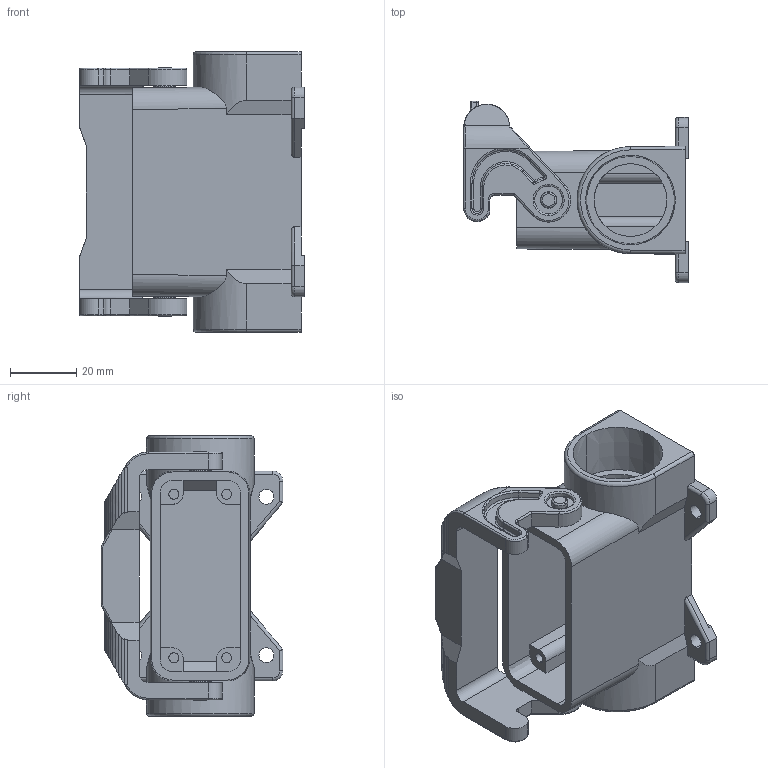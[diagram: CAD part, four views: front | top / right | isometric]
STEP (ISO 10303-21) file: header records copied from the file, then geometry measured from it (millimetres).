
FILE_DESCRIPTION(('Creo Elements/Direct Modeling STEP Export'),'2;1');
FILE_NAME('0lndrr03qq7h0095088','2015-05-20T15:04:00',(''),(''),'Creo Elements/Direct Modeling STEP processor for AP214 (Solid Model)','Creo Elements/Direct Modeling 18.1F 24-Jul-2014 (C) Parametric Technology GmbH','');
FILE_SCHEMA(('AUTOMOTIVE_DESIGN { 1 0 10303 214 1 1 1 1 }'));
Length unit declared in the file: millimetre
Products named in the file (3): CZP_15; LEVA_JP15; JPP_15_L21
Assembly tree (2 placements, depth 2):
  JPP_15_L21
    LEVA_JP15
    CZP_15
Bounding box: 68 x 55 x 85 mm (x, y, z)
Volume: 55230 mm3; surface area: 34039.2 mm2
Topology: 2 solids, 2 shells, 451 faces, 1199 edges, 764 vertices
Faces by surface type: cylinder 195, plane 188, torus 50, cone 8, sphere 4, extrusion 4, bspline 2
Entity records: 23507 total; most frequent: CARTESIAN_POINT 8685, ORIENTED_EDGE 2390, DIRECTION 2302, EDGE_CURVE 1195, AXIS2_PLACEMENT_3D 837, VERTEX_POINT 764, VECTOR 628, LINE 624
